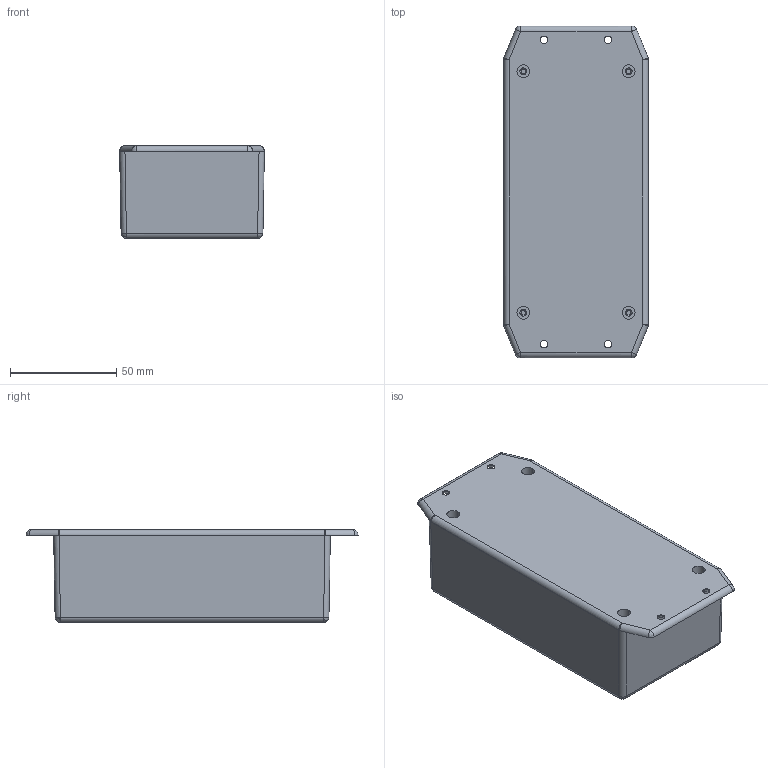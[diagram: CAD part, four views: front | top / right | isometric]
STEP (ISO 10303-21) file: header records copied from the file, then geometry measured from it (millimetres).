
FILE_DESCRIPTION (( 'STEP AP214' ), '1' );
FILE_NAME ('G1022BF.STEP', '2018-12-18T02:35:59', ( '' ), ( '' ), 'SwSTEP 2.0', 'SolidWorks 2014', '' );
FILE_SCHEMA (( 'AUTOMOTIVE_DESIGN' ));
Length unit declared in the file: millimetre
Products named in the file (1): G1022BF
Bounding box: 68 x 156 x 43.6 mm (x, y, z)
Volume: 81551.1 mm3; surface area: 76174.6 mm2
Topology: 2 solids, 2 shells, 1307 faces, 3505 edges, 2261 vertices
Faces by surface type: plane 817, cone 390, cylinder 86, bspline 14
Entity records: 43093 total; most frequent: CARTESIAN_POINT 10978, ORIENTED_EDGE 6990, DIRECTION 6434, EDGE_CURVE 3495, AXIS2_PLACEMENT_3D 2433, VERTEX_POINT 2261, LINE 1568, VECTOR 1568
